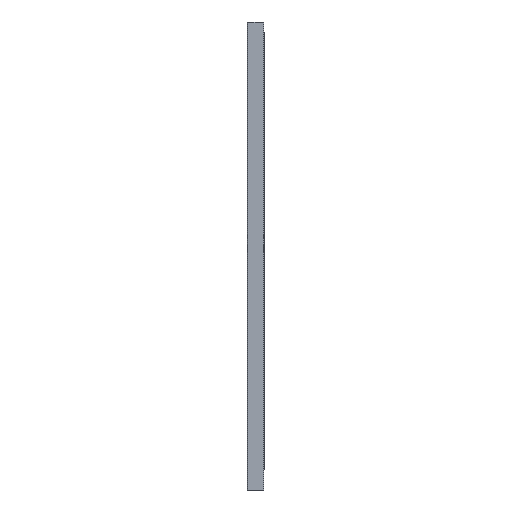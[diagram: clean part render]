
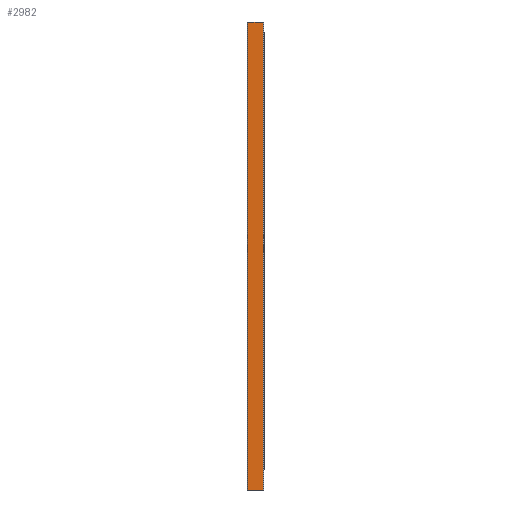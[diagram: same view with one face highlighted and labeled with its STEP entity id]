
A CAD part, front view. The second image highlights one B-rep face of the part: STEP entity #2982.
In plain terms, the highlighted planar face has unit normal (0, -1, 0).
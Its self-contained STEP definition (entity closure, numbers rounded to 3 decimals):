
#337 = CARTESIAN_POINT ( 'NONE',  ( 0.5, -40., -700. ) ) ;
#434 = DIRECTION ( 'NONE',  ( 1., 0., 0. ) ) ;
#436 = VERTEX_POINT ( 'NONE', #1447 ) ;
#466 = LINE ( 'NONE', #2899, #2336 ) ;
#1099 = FACE_OUTER_BOUND ( 'NONE', #4603, .T. ) ;
#1395 = VECTOR ( 'NONE', #434, 1000. ) ;
#1447 = CARTESIAN_POINT ( 'NONE',  ( 0.5, -40., -700. ) ) ;
#1747 = CARTESIAN_POINT ( 'NONE',  ( 0.5, -40., 0. ) ) ;
#2282 = CARTESIAN_POINT ( 'NONE',  ( 24.2, -40., -700. ) ) ;
#2290 = CARTESIAN_POINT ( 'NONE',  ( 0.5, -40., -700. ) ) ;
#2336 = VECTOR ( 'NONE', #4795, 1000. ) ;
#2436 = VECTOR ( 'NONE', #6038, 1000. ) ;
#2870 = CARTESIAN_POINT ( 'NONE',  ( 0.5, -40., 0. ) ) ;
#2899 = CARTESIAN_POINT ( 'NONE',  ( 24.2, -40., -700. ) ) ;
#2940 = VERTEX_POINT ( 'NONE', #3206 ) ;
#2982 = ADVANCED_FACE ( 'NONE', ( #1099 ), #4005, .T. ) ;
#3063 = VERTEX_POINT ( 'NONE', #2870 ) ;
#3206 = CARTESIAN_POINT ( 'NONE',  ( 24.2, -40., 0. ) ) ;
#3219 = ORIENTED_EDGE ( 'NONE', *, *, #6800, .F. ) ;
#3478 = LINE ( 'NONE', #1747, #1395 ) ;
#3633 = ORIENTED_EDGE ( 'NONE', *, *, #6133, .F. ) ;
#3815 = VERTEX_POINT ( 'NONE', #2282 ) ;
#4005 = PLANE ( 'NONE',  #5739 ) ;
#4039 = ORIENTED_EDGE ( 'NONE', *, *, #4807, .T. ) ;
#4603 = EDGE_LOOP ( 'NONE', ( #3633, #3219, #7751, #4039 ) ) ;
#4647 = DIRECTION ( 'NONE',  ( 0., 0., -1. ) ) ;
#4662 = LINE ( 'NONE', #337, #5498 ) ;
#4795 = DIRECTION ( 'NONE',  ( 0., 0., 1. ) ) ;
#4807 = EDGE_CURVE ( 'NONE', #3815, #2940, #466, .T. ) ;
#5498 = VECTOR ( 'NONE', #6434, 1000. ) ;
#5739 = AXIS2_PLACEMENT_3D ( 'NONE', #5807, #7711, #4647 ) ;
#5807 = CARTESIAN_POINT ( 'NONE',  ( 0.5, -40., -700. ) ) ;
#6038 = DIRECTION ( 'NONE',  ( 1., 0., 0. ) ) ;
#6133 = EDGE_CURVE ( 'NONE', #3063, #2940, #3478, .T. ) ;
#6434 = DIRECTION ( 'NONE',  ( 0., 0., 1. ) ) ;
#6800 = EDGE_CURVE ( 'NONE', #436, #3063, #4662, .T. ) ;
#7280 = LINE ( 'NONE', #2290, #2436 ) ;
#7711 = DIRECTION ( 'NONE',  ( 0., -1., 0. ) ) ;
#7751 = ORIENTED_EDGE ( 'NONE', *, *, #7848, .T. ) ;
#7848 = EDGE_CURVE ( 'NONE', #436, #3815, #7280, .T. ) ;
